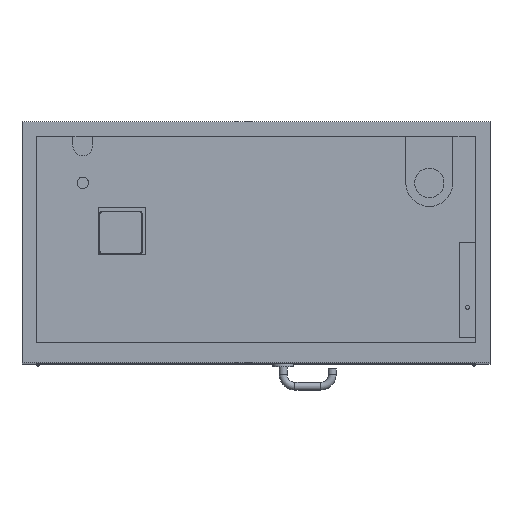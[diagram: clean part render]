
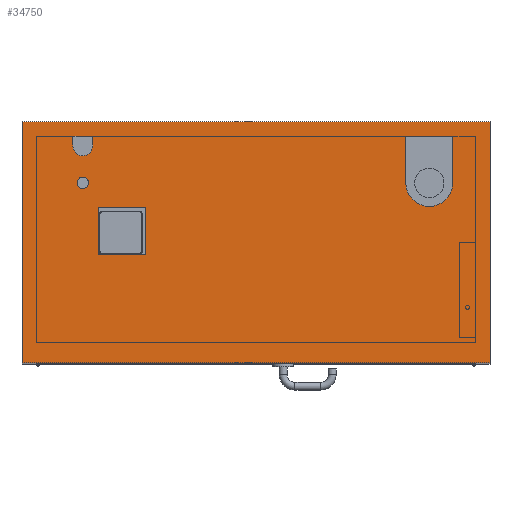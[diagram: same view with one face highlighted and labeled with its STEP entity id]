
A CAD part, top view. The second image highlights one B-rep face of the part: STEP entity #34750.
In plain terms, the highlighted planar face has unit normal (0, 0, 1).
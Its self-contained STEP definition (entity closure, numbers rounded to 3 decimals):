
#1018=FACE_BOUND('',#5946,.T.);
#1019=FACE_BOUND('',#5947,.T.);
#1020=FACE_BOUND('',#5948,.T.);
#1021=FACE_BOUND('',#5949,.T.);
#2201=PLANE('',#36832);
#3900=FACE_OUTER_BOUND('',#5945,.T.);
#5945=EDGE_LOOP('',(#30279,#30280,#30281,#30282));
#5946=EDGE_LOOP('',(#30283,#30284,#30285,#30286));
#5947=EDGE_LOOP('',(#30287,#30288,#30289,#30290));
#5948=EDGE_LOOP('',(#30291,#30292,#30293,#30294));
#5949=EDGE_LOOP('',(#30295));
#9262=LINE('',#56593,#12850);
#9330=LINE('',#56735,#12918);
#9337=LINE('',#56750,#12925);
#9341=LINE('',#56759,#12929);
#9344=LINE('',#56765,#12932);
#9347=LINE('',#56770,#12935);
#9386=LINE('',#56853,#12974);
#9388=LINE('',#56857,#12976);
#9389=LINE('',#56859,#12977);
#9394=LINE('',#56869,#12982);
#9396=LINE('',#56875,#12984);
#9431=LINE('',#56982,#13019);
#9433=LINE('',#56986,#13021);
#9435=LINE('',#56989,#13023);
#12850=VECTOR('',#43837,10.);
#12918=VECTOR('',#43949,10.);
#12925=VECTOR('',#43962,10.);
#12929=VECTOR('',#43968,10.);
#12932=VECTOR('',#43973,10.);
#12935=VECTOR('',#43978,10.);
#12974=VECTOR('',#44065,10.);
#12976=VECTOR('',#44069,10.);
#12977=VECTOR('',#44072,10.);
#12982=VECTOR('',#44081,10.);
#12984=VECTOR('',#44089,10.);
#13019=VECTOR('',#44216,10.);
#13021=VECTOR('',#44220,10.);
#13023=VECTOR('',#44224,10.);
#13818=CIRCLE('',#36748,60.);
#13821=CIRCLE('',#36782,25.);
#13822=CIRCLE('',#36785,14.5);
#16649=VERTEX_POINT('',#56590);
#16650=VERTEX_POINT('',#56592);
#16701=VERTEX_POINT('',#56732);
#16702=VERTEX_POINT('',#56734);
#16704=VERTEX_POINT('',#56740);
#16707=VERTEX_POINT('',#56748);
#16710=VERTEX_POINT('',#56756);
#16711=VERTEX_POINT('',#56758);
#16712=VERTEX_POINT('',#56762);
#16713=VERTEX_POINT('',#56764);
#16714=VERTEX_POINT('',#56768);
#16735=VERTEX_POINT('',#56855);
#16738=VERTEX_POINT('',#56867);
#16739=VERTEX_POINT('',#56871);
#16740=VERTEX_POINT('',#56878);
#16765=VERTEX_POINT('',#56981);
#16766=VERTEX_POINT('',#56985);
#21121=EDGE_CURVE('',#16650,#16649,#9262,.T.);
#21193=EDGE_CURVE('',#16702,#16701,#9330,.T.);
#21197=EDGE_CURVE('',#16701,#16704,#13818,.T.);
#21201=EDGE_CURVE('',#16704,#16707,#9337,.T.);
#21205=EDGE_CURVE('',#16711,#16710,#9341,.T.);
#21208=EDGE_CURVE('',#16713,#16712,#9344,.T.);
#21211=EDGE_CURVE('',#16712,#16714,#9347,.T.);
#21252=EDGE_CURVE('',#16707,#16702,#9386,.T.);
#21254=EDGE_CURVE('',#16714,#16735,#9388,.T.);
#21255=EDGE_CURVE('',#16735,#16713,#9389,.T.);
#21260=EDGE_CURVE('',#16710,#16738,#9394,.T.);
#21261=EDGE_CURVE('',#16739,#16711,#13821,.T.);
#21263=EDGE_CURVE('',#16738,#16739,#9396,.T.);
#21265=EDGE_CURVE('',#16740,#16740,#13822,.T.);
#21315=EDGE_CURVE('',#16765,#16650,#9431,.T.);
#21317=EDGE_CURVE('',#16766,#16765,#9433,.T.);
#21319=EDGE_CURVE('',#16649,#16766,#9435,.T.);
#30279=ORIENTED_EDGE('',*,*,#21121,.T.);
#30280=ORIENTED_EDGE('',*,*,#21319,.T.);
#30281=ORIENTED_EDGE('',*,*,#21317,.T.);
#30282=ORIENTED_EDGE('',*,*,#21315,.T.);
#30283=ORIENTED_EDGE('',*,*,#21197,.T.);
#30284=ORIENTED_EDGE('',*,*,#21201,.T.);
#30285=ORIENTED_EDGE('',*,*,#21252,.T.);
#30286=ORIENTED_EDGE('',*,*,#21193,.T.);
#30287=ORIENTED_EDGE('',*,*,#21254,.T.);
#30288=ORIENTED_EDGE('',*,*,#21255,.T.);
#30289=ORIENTED_EDGE('',*,*,#21208,.T.);
#30290=ORIENTED_EDGE('',*,*,#21211,.T.);
#30291=ORIENTED_EDGE('',*,*,#21260,.T.);
#30292=ORIENTED_EDGE('',*,*,#21263,.T.);
#30293=ORIENTED_EDGE('',*,*,#21261,.T.);
#30294=ORIENTED_EDGE('',*,*,#21205,.T.);
#30295=ORIENTED_EDGE('',*,*,#21265,.T.);
#34750=ADVANCED_FACE('',(#3900,#1018,#1019,#1020,#1021),#2201,.T.);
#36748=AXIS2_PLACEMENT_3D('',#56742,#43955,#43956);
#36782=AXIS2_PLACEMENT_3D('',#56872,#44084,#44085);
#36785=AXIS2_PLACEMENT_3D('',#56879,#44093,#44094);
#36832=AXIS2_PLACEMENT_3D('',#56990,#44225,#44226);
#43837=DIRECTION('',(1.,0.,0.));
#43949=DIRECTION('',(0.,-1.,0.));
#43955=DIRECTION('center_axis',(0.,0.,-1.));
#43956=DIRECTION('ref_axis',(-1.,0.,0.));
#43962=DIRECTION('',(0.,1.,0.));
#43968=DIRECTION('',(0.,1.,0.));
#43973=DIRECTION('',(0.,1.,0.));
#43978=DIRECTION('',(1.,0.,0.));
#44065=DIRECTION('',(1.,0.,0.));
#44069=DIRECTION('',(0.,-1.,0.));
#44072=DIRECTION('',(-1.,0.,0.));
#44081=DIRECTION('',(1.,0.,0.));
#44084=DIRECTION('center_axis',(0.,0.,-1.));
#44085=DIRECTION('ref_axis',(1.,0.,0.));
#44089=DIRECTION('',(0.,-1.,0.));
#44093=DIRECTION('center_axis',(0.,0.,-1.));
#44094=DIRECTION('ref_axis',(-1.,0.,0.));
#44216=DIRECTION('',(0.,-1.,0.));
#44220=DIRECTION('',(-1.,0.,0.));
#44224=DIRECTION('',(0.,1.,0.));
#44225=DIRECTION('center_axis',(0.,0.,1.));
#44226=DIRECTION('ref_axis',(1.,0.,0.));
#56590=CARTESIAN_POINT('',(596.88,-307.5,974.185));
#56592=CARTESIAN_POINT('',(-596.88,-307.5,974.185));
#56593=CARTESIAN_POINT('',(-596.88,-307.5,974.185));
#56732=CARTESIAN_POINT('',(502.,151.98,974.185));
#56734=CARTESIAN_POINT('',(502.,271.5,974.185));
#56735=CARTESIAN_POINT('',(502.,135.75,974.185));
#56740=CARTESIAN_POINT('',(382.,151.98,974.185));
#56742=CARTESIAN_POINT('Origin',(442.,151.98,974.185));
#56748=CARTESIAN_POINT('',(382.,271.5,974.185));
#56750=CARTESIAN_POINT('',(382.,75.99,974.185));
#56756=CARTESIAN_POINT('',(-467.,271.5,974.185));
#56758=CARTESIAN_POINT('',(-467.,246.,974.185));
#56759=CARTESIAN_POINT('',(-467.,123.,974.185));
#56762=CARTESIAN_POINT('',(-403.,87.98,974.185));
#56764=CARTESIAN_POINT('',(-403.,-32.02,974.185));
#56765=CARTESIAN_POINT('',(-403.,-16.01,974.185));
#56768=CARTESIAN_POINT('',(-283.,87.98,974.185));
#56770=CARTESIAN_POINT('',(-201.5,87.98,974.185));
#56853=CARTESIAN_POINT('',(191.,271.5,974.185));
#56855=CARTESIAN_POINT('',(-283.,-32.02,974.185));
#56857=CARTESIAN_POINT('',(-283.,43.99,974.185));
#56859=CARTESIAN_POINT('',(-141.5,-32.02,974.185));
#56867=CARTESIAN_POINT('',(-417.,271.5,974.185));
#56869=CARTESIAN_POINT('',(-233.5,271.5,974.185));
#56871=CARTESIAN_POINT('',(-417.,246.,974.185));
#56872=CARTESIAN_POINT('Origin',(-442.,246.,974.185));
#56875=CARTESIAN_POINT('',(-417.,135.75,974.185));
#56878=CARTESIAN_POINT('',(-427.5,151.98,974.185));
#56879=CARTESIAN_POINT('Origin',(-442.,151.98,974.185));
#56981=CARTESIAN_POINT('',(-596.88,307.5,974.185));
#56982=CARTESIAN_POINT('',(-596.88,307.5,974.185));
#56985=CARTESIAN_POINT('',(596.88,307.5,974.185));
#56986=CARTESIAN_POINT('',(596.88,307.5,974.185));
#56989=CARTESIAN_POINT('',(596.88,-307.5,974.185));
#56990=CARTESIAN_POINT('Origin',(0.,0.,
974.185));
